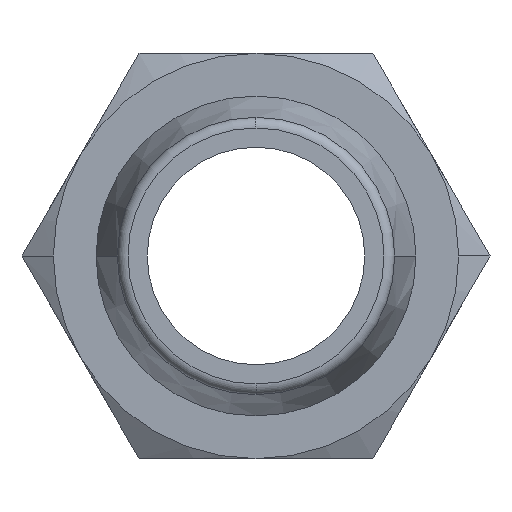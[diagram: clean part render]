
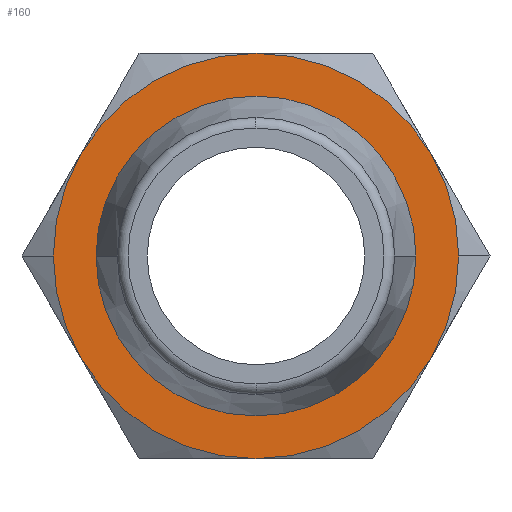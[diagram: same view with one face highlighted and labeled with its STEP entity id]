
A CAD part, front view. The second image highlights one B-rep face of the part: STEP entity #160.
In plain terms, the highlighted planar face has unit normal (0, -1, 0).
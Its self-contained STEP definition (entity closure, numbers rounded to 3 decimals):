
#160=ADVANCED_FACE('',(#317,#318),#319,.T.);
#317=FACE_OUTER_BOUND('',#466,.T.);
#318=FACE_BOUND('',#467,.T.);
#319=PLANE('',#468);
#466=EDGE_LOOP('',(#847,#848,#849,#850,#851,#852,#853,#854));
#467=EDGE_LOOP('',(#855,#856));
#468=AXIS2_PLACEMENT_3D('',#857,#858,#859);
#847=ORIENTED_EDGE('',*,*,#997,.F.);
#848=ORIENTED_EDGE('',*,*,#866,.F.);
#849=ORIENTED_EDGE('',*,*,#862,.F.);
#850=ORIENTED_EDGE('',*,*,#874,.F.);
#851=ORIENTED_EDGE('',*,*,#992,.F.);
#852=ORIENTED_EDGE('',*,*,#965,.F.);
#853=ORIENTED_EDGE('',*,*,#952,.F.);
#854=ORIENTED_EDGE('',*,*,#929,.F.);
#855=ORIENTED_EDGE('',*,*,#957,.F.);
#856=ORIENTED_EDGE('',*,*,#1002,.F.);
#857=CARTESIAN_POINT('',(4.75,28.0,0.0));
#858=DIRECTION('',(-0.0,-1.0,-0.0));
#859=DIRECTION('',(-1.0,0.0,0.0));
#862=EDGE_CURVE('',#1011,#1013,#1014,.T.);
#866=EDGE_CURVE('',#1013,#1019,#1020,.T.);
#874=EDGE_CURVE('',#1031,#1011,#1033,.T.);
#929=EDGE_CURVE('',#1119,#1122,#1123,.T.);
#952=EDGE_CURVE('',#1122,#1111,#1156,.T.);
#957=EDGE_CURVE('',#1162,#1159,#1164,.T.);
#965=EDGE_CURVE('',#1111,#1104,#1172,.T.);
#992=EDGE_CURVE('',#1104,#1031,#1201,.T.);
#997=EDGE_CURVE('',#1019,#1119,#1206,.T.);
#1002=EDGE_CURVE('',#1159,#1162,#1212,.T.);
#1011=VERTEX_POINT('',#1221);
#1013=VERTEX_POINT('',#1234);
#1014=CIRCLE('',#1235,9.5);
#1019=VERTEX_POINT('',#1262);
#1020=CIRCLE('',#1263,9.5);
#1031=VERTEX_POINT('',#1297);
#1033=CIRCLE('',#1300,9.5);
#1104=VERTEX_POINT('',#1443);
#1111=VERTEX_POINT('',#1484);
#1119=VERTEX_POINT('',#1526);
#1122=VERTEX_POINT('',#1530);
#1123=CIRCLE('',#1531,9.5);
#1156=CIRCLE('',#1602,9.5);
#1159=VERTEX_POINT('',#1605);
#1162=VERTEX_POINT('',#1609);
#1164=CIRCLE('',#1612,7.5);
#1172=CIRCLE('',#1624,9.5);
#1201=CIRCLE('',#1654,9.5);
#1206=CIRCLE('',#1681,9.5);
#1212=CIRCLE('',#1709,7.5);
#1221=CARTESIAN_POINT('',(-8.227,28.0,4.75));
#1234=CARTESIAN_POINT('',(0.,28.0,9.5));
#1235=AXIS2_PLACEMENT_3D('',#1717,#1718,#1719);
#1262=CARTESIAN_POINT('',(8.227,28.0,4.75));
#1263=AXIS2_PLACEMENT_3D('',#1720,#1721,#1722);
#1297=CARTESIAN_POINT('',(-9.5,28.0,0.));
#1300=AXIS2_PLACEMENT_3D('',#1728,#1729,#1730);
#1443=CARTESIAN_POINT('',(-8.227,28.0,-4.75));
#1484=CARTESIAN_POINT('',(0.0,28.0,-9.5));
#1526=CARTESIAN_POINT('',(9.5,28.0,0.));
#1530=CARTESIAN_POINT('',(8.227,28.0,-4.75));
#1531=AXIS2_PLACEMENT_3D('',#1806,#1807,#1808);
#1602=AXIS2_PLACEMENT_3D('',#1841,#1842,#1843);
#1605=CARTESIAN_POINT('',(7.5,28.0,0.));
#1609=CARTESIAN_POINT('',(-7.5,28.0,0.));
#1612=AXIS2_PLACEMENT_3D('',#1849,#1850,#1851);
#1624=AXIS2_PLACEMENT_3D('',#1856,#1857,#1858);
#1654=AXIS2_PLACEMENT_3D('',#1896,#1897,#1898);
#1681=AXIS2_PLACEMENT_3D('',#1899,#1900,#1901);
#1709=AXIS2_PLACEMENT_3D('',#1902,#1903,#1904);
#1717=CARTESIAN_POINT('',(0.0,28.0,0.0));
#1718=DIRECTION('',(-0.0,1.0,0.0));
#1719=DIRECTION('',(1.0,0.0,0.0));
#1720=CARTESIAN_POINT('',(0.0,28.0,0.0));
#1721=DIRECTION('',(-0.0,1.0,0.0));
#1722=DIRECTION('',(1.0,0.0,0.0));
#1728=CARTESIAN_POINT('',(0.0,28.0,0.0));
#1729=DIRECTION('',(-0.0,1.0,0.0));
#1730=DIRECTION('',(1.0,0.0,0.0));
#1806=CARTESIAN_POINT('',(0.0,28.0,0.0));
#1807=DIRECTION('',(-0.0,1.0,0.0));
#1808=DIRECTION('',(1.0,0.0,0.0));
#1841=CARTESIAN_POINT('',(0.0,28.0,0.0));
#1842=DIRECTION('',(-0.0,1.0,0.0));
#1843=DIRECTION('',(1.0,0.0,0.0));
#1849=CARTESIAN_POINT('',(0.0,28.0,0.0));
#1850=DIRECTION('',(0.0,-1.0,0.0));
#1851=DIRECTION('',(1.0,0.0,0.0));
#1856=CARTESIAN_POINT('',(0.0,28.0,0.0));
#1857=DIRECTION('',(-0.0,1.0,0.0));
#1858=DIRECTION('',(1.0,0.0,0.0));
#1896=CARTESIAN_POINT('',(0.0,28.0,0.0));
#1897=DIRECTION('',(-0.0,1.0,0.0));
#1898=DIRECTION('',(1.0,0.0,0.0));
#1899=CARTESIAN_POINT('',(0.0,28.0,0.0));
#1900=DIRECTION('',(-0.0,1.0,0.0));
#1901=DIRECTION('',(1.0,0.0,0.0));
#1902=CARTESIAN_POINT('',(0.0,28.0,0.0));
#1903=DIRECTION('',(0.0,-1.0,0.0));
#1904=DIRECTION('',(1.0,0.0,0.0));
